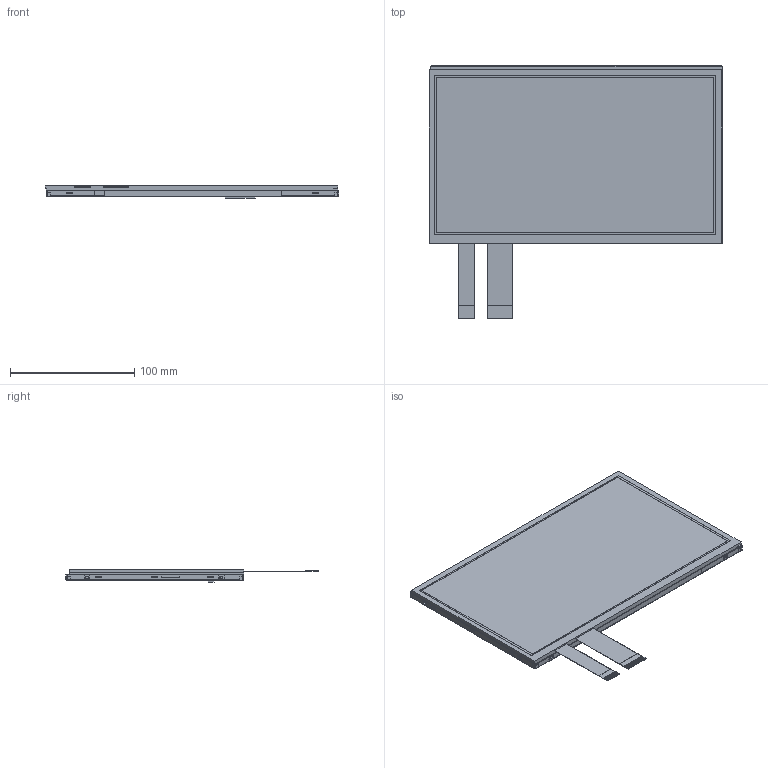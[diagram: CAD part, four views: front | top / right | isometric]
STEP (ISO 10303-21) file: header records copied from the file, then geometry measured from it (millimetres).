
FILE_DESCRIPTION(/* description */ (''),/* implementation_level */ '2;1');
FILE_NAME(/* name */ '',/* time_stamp */ '2025-09-30T16:36:38+09:00',/* author */ (''),/* organization */ (''),/* preprocessor_version */ 'ST-DEVELOPER v20',/* originating_system */ 'Autodesk Inventor 2024',/* authorisation */ '');
FILE_SCHEMA (('AUTOMOTIVE_DESIGN { 1 0 10303 214 3 1 1 }'));
Length unit declared in the file: millimetre
Products named in the file (1): HP_TK-SPA101WS-101
Bounding box: 235.63 x 202.83 x 9.95 mm (x, y, z)
Volume: 183710.6 mm3; surface area: 251189.8 mm2
Topology: 2 solids, 2 shells, 1088 faces, 3078 edges, 2032 vertices
Faces by surface type: plane 963, cylinder 115, bspline 6, torus 2, sphere 2
Full cylindrical faces by diameter (mm): 0.8 x1, 1.3 x2, 2 x4, 2.6 x4
Entity records: 35111 total; most frequent: CARTESIAN_POINT 6567, ORIENTED_EDGE 6156, DIRECTION 5470, EDGE_CURVE 3078, LINE 2834, VECTOR 2834, VERTEX_POINT 2032, AXIS2_PLACEMENT_3D 1318
